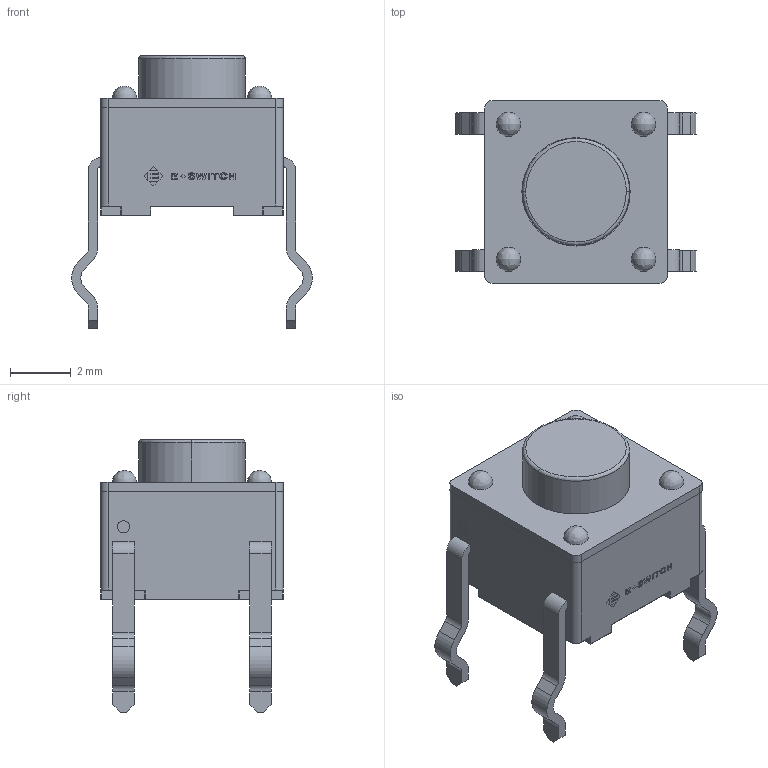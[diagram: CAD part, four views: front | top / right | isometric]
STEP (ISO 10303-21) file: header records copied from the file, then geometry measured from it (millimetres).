
FILE_DESCRIPTION (( 'STEP AP214' ), '1' );
FILE_NAME ('TL1105AF160Q.STEP', '2023-07-21T08:30:03', ( 'USER' ), ( '' ), 'SwSTEP 2.0', 'SolidWorks 2016', '' );
FILE_SCHEMA (( 'AUTOMOTIVE_DESIGN' ));
Length unit declared in the file: millimetre
Products named in the file (5): logo; top cover; terminals; body; TL1105AF160Q
Assembly tree (4 placements, depth 2):
  TL1105AF160Q
    body
    terminals
    top cover
    logo
Bounding box: 7.89 x 6 x 8.95 mm (x, y, z)
Volume: 151.5 mm3; surface area: 295 mm2
Topology: 19 solids, 19 shells, 416 faces, 1085 edges, 672 vertices
Faces by surface type: plane 196, cylinder 119, bspline 101
Entity records: 18086 total; most frequent: CARTESIAN_POINT 3505, ORIENTED_EDGE 2090, DIRECTION 1885, EDGE_CURVE 1045, VERTEX_POINT 672, VECTOR 633, LINE 633, AXIS2_PLACEMENT_3D 626
